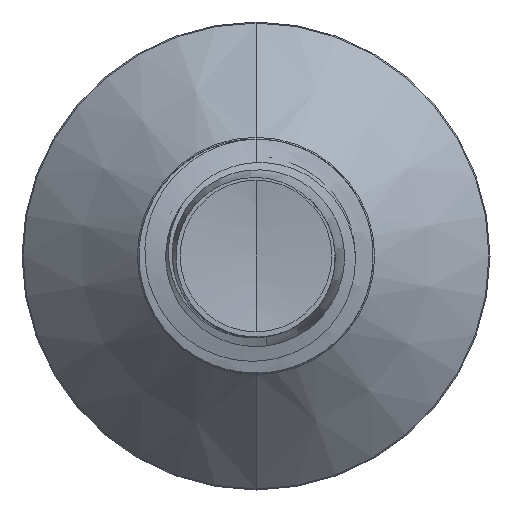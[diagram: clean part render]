
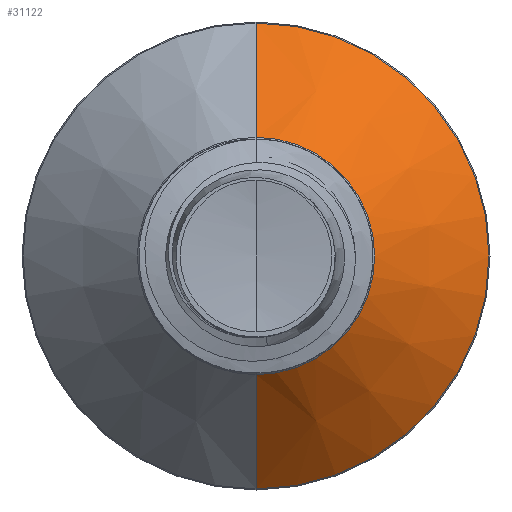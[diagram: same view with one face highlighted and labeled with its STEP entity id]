
A CAD part, front view. The second image highlights one B-rep face of the part: STEP entity #31122.
In plain terms, the highlighted conical face has half-angle 45 degrees and reference radius 1.522 mm.
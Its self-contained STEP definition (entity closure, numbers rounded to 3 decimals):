
#990 = CARTESIAN_POINT ( 'NONE',  ( 0., 13.972, 0. ) ) ;
#3508 = ORIENTED_EDGE ( 'NONE', *, *, #25253, .T. ) ;
#6523 = DIRECTION ( 'NONE',  ( 0., 1., 0. ) ) ;
#7598 = ORIENTED_EDGE ( 'NONE', *, *, #22291, .T. ) ;
#7624 = ORIENTED_EDGE ( 'NONE', *, *, #31805, .F. ) ;
#8936 = FACE_OUTER_BOUND ( 'NONE', #27567, .T. ) ;
#9167 = CARTESIAN_POINT ( 'NONE',  ( 0., 13.972, 1.522 ) ) ;
#10037 = VERTEX_POINT ( 'NONE', #9167 ) ;
#11719 = VECTOR ( 'NONE', #30635, 1000. ) ;
#14821 = DIRECTION ( 'NONE',  ( 0., 1., 0. ) ) ;
#15428 = VERTEX_POINT ( 'NONE', #23033 ) ;
#16180 = VERTEX_POINT ( 'NONE', #20908 ) ;
#16585 = ORIENTED_EDGE ( 'NONE', *, *, #24202, .F. ) ;
#17591 = CARTESIAN_POINT ( 'NONE',  ( 0., 13.972, -1.522 ) ) ;
#18771 = LINE ( 'NONE', #17591, #11719 ) ;
#19196 = AXIS2_PLACEMENT_3D ( 'NONE', #990, #22121, #32476 ) ;
#20908 = CARTESIAN_POINT ( 'NONE',  ( 0., 15.437, -2.987 ) ) ;
#22121 = DIRECTION ( 'NONE',  ( 0., 1., 0. ) ) ;
#22291 = EDGE_CURVE ( 'NONE', #10037, #32654, #31124, .T. ) ;
#22360 = CARTESIAN_POINT ( 'NONE',  ( 0., 13.972, 0. ) ) ;
#23033 = CARTESIAN_POINT ( 'NONE',  ( 0., 15.437, 2.987 ) ) ;
#23893 = CARTESIAN_POINT ( 'NONE',  ( 0., 13.972, -1.522 ) ) ;
#24095 = CARTESIAN_POINT ( 'NONE',  ( 0., 13.972, 1.522 ) ) ;
#24185 = CIRCLE ( 'NONE', #29695, 2.987 ) ;
#24202 = EDGE_CURVE ( 'NONE', #10037, #15428, #24521, .T. ) ;
#24206 = DIRECTION ( 'NONE',  ( 0., 0.707, 0.707 ) ) ;
#24521 = LINE ( 'NONE', #24095, #31026 ) ;
#24947 = DIRECTION ( 'NONE',  ( 0., 0., 1. ) ) ;
#24988 = CONICAL_SURFACE ( 'NONE', #19196, 1.522, 0.785 ) ;
#25253 = EDGE_CURVE ( 'NONE', #32654, #16180, #18771, .T. ) ;
#27567 = EDGE_LOOP ( 'NONE', ( #7598, #3508, #7624, #16585 ) ) ;
#27691 = AXIS2_PLACEMENT_3D ( 'NONE', #22360, #6523, #24947 ) ;
#29695 = AXIS2_PLACEMENT_3D ( 'NONE', #30519, #14821, #33138 ) ;
#30519 = CARTESIAN_POINT ( 'NONE',  ( 0., 15.437, 0. ) ) ;
#30635 = DIRECTION ( 'NONE',  ( 0., 0.707, -0.707 ) ) ;
#31026 = VECTOR ( 'NONE', #24206, 1000. ) ;
#31122 = ADVANCED_FACE ( 'NONE', ( #8936 ), #24988, .T. ) ;
#31124 = CIRCLE ( 'NONE', #27691, 1.522 ) ;
#31805 = EDGE_CURVE ( 'NONE', #15428, #16180, #24185, .T. ) ;
#32476 = DIRECTION ( 'NONE',  ( 0., 0., 1. ) ) ;
#32654 = VERTEX_POINT ( 'NONE', #23893 ) ;
#33138 = DIRECTION ( 'NONE',  ( 0., 0., 1. ) ) ;
